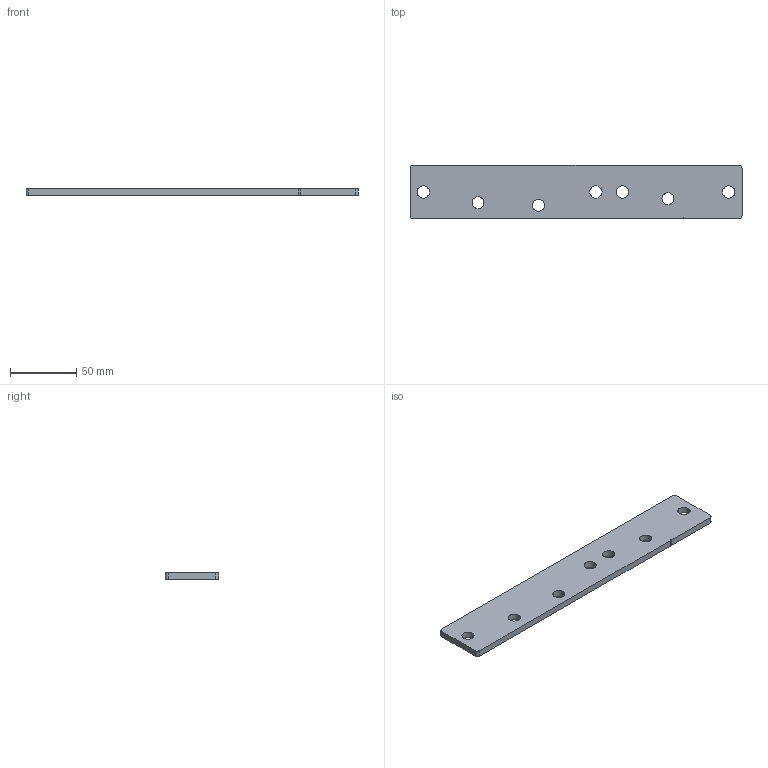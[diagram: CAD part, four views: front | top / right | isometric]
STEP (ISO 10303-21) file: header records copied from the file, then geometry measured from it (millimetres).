
FILE_DESCRIPTION (( 'STEP AP214' ), '1' );
FILE_NAME ('SNS.40.PL.04.Òîðöåâàÿ ïëàñòèíà 30 ãðàäóñîâ 250 ìì(V08).STEP', '2018-11-13T09:59:50', ( '' ), ( '' ), 'SwSTEP 2.0', 'SolidWorks 2018', '' );
FILE_SCHEMA (( 'AUTOMOTIVE_DESIGN' ));
Length unit declared in the file: millimetre
Products named in the file (1): SNS.40.PL.04.Òîðöåâàÿ ïëàñòèíà 30 ãðàäóñîâ 250 ìì(V08)
Bounding box: 250 x 40 x 5 mm (x, y, z)
Volume: 47697.1 mm3; surface area: 22966.7 mm2
Topology: 1 solids, 1 shells, 26 faces, 72 edges, 48 vertices
Faces by surface type: cylinder 19, plane 7
Entity records: 916 total; most frequent: DIRECTION 164, CARTESIAN_POINT 147, ORIENTED_EDGE 144, EDGE_CURVE 72, AXIS2_PLACEMENT_3D 65, VERTEX_POINT 48, EDGE_LOOP 40, CIRCLE 38
